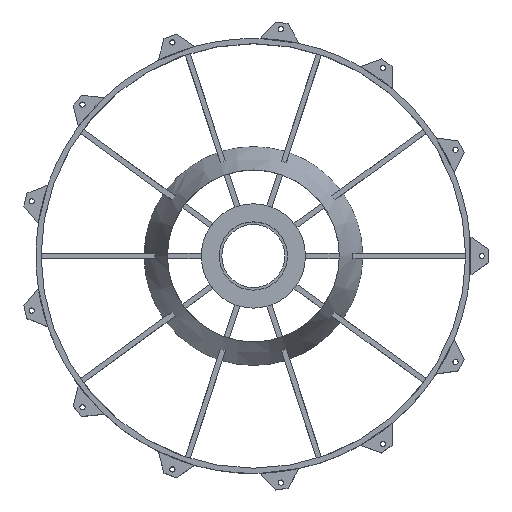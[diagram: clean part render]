
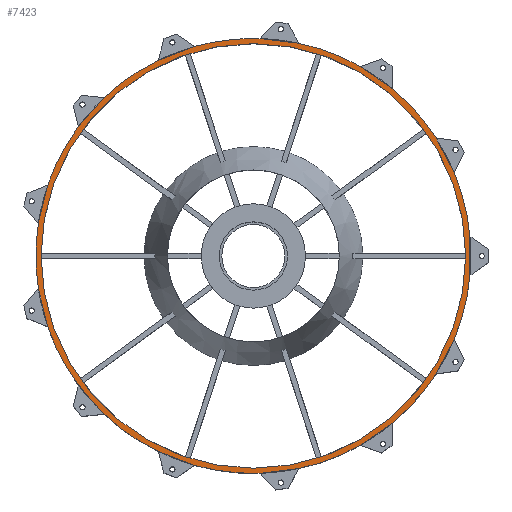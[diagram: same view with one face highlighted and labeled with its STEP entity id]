
A CAD part, top view. The second image highlights one B-rep face of the part: STEP entity #7423.
In plain terms, the highlighted planar face has unit normal (0, 0, 1).
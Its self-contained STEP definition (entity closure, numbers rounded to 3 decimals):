
#6504 = VERTEX_POINT('',#6505);
#6505 = CARTESIAN_POINT('',(0.,81.5,-12.));
#6511 = EDGE_CURVE('',#6504,#6504,#6512,.T.);
#6512 = CIRCLE('',#6513,81.5);
#6513 = AXIS2_PLACEMENT_3D('',#6514,#6515,#6516);
#6514 = CARTESIAN_POINT('',(0.,0.,-12.));
#6515 = DIRECTION('',(0.,0.,-1.));
#6516 = DIRECTION('',(0.,1.,0.));
#7423 = ADVANCED_FACE('',(#7424,#7656),#7659,.T.);
#7424 = FACE_BOUND('',#7425,.T.);
#7425 = EDGE_LOOP('',(#7426,#7437,#7446,#7454,#7463,#7471,#7480,#7488,
    #7497,#7505,#7514,#7522,#7531,#7539,#7548,#7556,#7565,#7573,#7582,
    #7590,#7599,#7607,#7616,#7624,#7633,#7641,#7650));
#7426 = ORIENTED_EDGE('',*,*,#7427,.F.);
#7427 = EDGE_CURVE('',#7428,#7430,#7432,.T.);
#7428 = VERTEX_POINT('',#7429);
#7429 = CARTESIAN_POINT('',(0.,83.5,-12.));
#7430 = VERTEX_POINT('',#7431);
#7431 = CARTESIAN_POINT('',(2.579,83.46,-12.));
#7432 = CIRCLE('',#7433,83.5);
#7433 = AXIS2_PLACEMENT_3D('',#7434,#7435,#7436);
#7434 = CARTESIAN_POINT('',(0.,0.,-12.));
#7435 = DIRECTION('',(0.,0.,-1.));
#7436 = DIRECTION('',(0.,1.,0.));
#7437 = ORIENTED_EDGE('',*,*,#7438,.F.);
#7438 = EDGE_CURVE('',#7439,#7428,#7441,.T.);
#7439 = VERTEX_POINT('',#7440);
#7440 = CARTESIAN_POINT('',(-22.477,80.418,-12.));
#7441 = CIRCLE('',#7442,83.5);
#7442 = AXIS2_PLACEMENT_3D('',#7443,#7444,#7445);
#7443 = CARTESIAN_POINT('',(0.,0.,-12.));
#7444 = DIRECTION('',(0.,0.,-1.));
#7445 = DIRECTION('',(0.,1.,0.));
#7446 = ORIENTED_EDGE('',*,*,#7447,.F.);
#7447 = EDGE_CURVE('',#7448,#7439,#7450,.T.);
#7448 = VERTEX_POINT('',#7449);
#7449 = CARTESIAN_POINT('',(-36.502,75.099,-12.));
#7450 = LINE('',#7451,#7452);
#7451 = CARTESIAN_POINT('',(-36.502,75.099,-12.));
#7452 = VECTOR('',#7453,1.);
#7453 = DIRECTION('',(0.935,0.355,0.)
  );
#7454 = ORIENTED_EDGE('',*,*,#7455,.F.);
#7455 = EDGE_CURVE('',#7456,#7448,#7458,.T.);
#7456 = VERTEX_POINT('',#7457);
#7457 = CARTESIAN_POINT('',(-57.275,60.761,-12.));
#7458 = CIRCLE('',#7459,83.5);
#7459 = AXIS2_PLACEMENT_3D('',#7460,#7461,#7462);
#7460 = CARTESIAN_POINT('',(0.,0.,-12.));
#7461 = DIRECTION('',(0.,0.,-1.));
#7462 = DIRECTION('',(0.,1.,0.));
#7463 = ORIENTED_EDGE('',*,*,#7464,.F.);
#7464 = EDGE_CURVE('',#7465,#7456,#7467,.T.);
#7465 = VERTEX_POINT('',#7466);
#7466 = CARTESIAN_POINT('',(-67.221,49.533,-12.));
#7467 = LINE('',#7468,#7469);
#7468 = CARTESIAN_POINT('',(-67.221,49.533,-12.));
#7469 = VECTOR('',#7470,1.);
#7470 = DIRECTION('',(0.663,0.749,0.)
  );
#7471 = ORIENTED_EDGE('',*,*,#7472,.F.);
#7472 = EDGE_CURVE('',#7473,#7465,#7475,.T.);
#7473 = VERTEX_POINT('',#7474);
#7474 = CARTESIAN_POINT('',(-78.951,27.184,-12.));
#7475 = CIRCLE('',#7476,83.5);
#7476 = AXIS2_PLACEMENT_3D('',#7477,#7478,#7479);
#7477 = CARTESIAN_POINT('',(0.,0.,-12.));
#7478 = DIRECTION('',(0.,0.,-1.));
#7479 = DIRECTION('',(0.,1.,0.));
#7480 = ORIENTED_EDGE('',*,*,#7481,.F.);
#7481 = EDGE_CURVE('',#7482,#7473,#7484,.T.);
#7482 = VERTEX_POINT('',#7483);
#7483 = CARTESIAN_POINT('',(-82.541,12.62,-12.));
#7484 = LINE('',#7485,#7486);
#7485 = CARTESIAN_POINT('',(-82.541,12.62,-12.));
#7486 = VECTOR('',#7487,1.);
#7487 = DIRECTION('',(0.239,0.971,0.)
  );
#7488 = ORIENTED_EDGE('',*,*,#7489,.F.);
#7489 = EDGE_CURVE('',#7490,#7482,#7492,.T.);
#7490 = VERTEX_POINT('',#7491);
#7491 = CARTESIAN_POINT('',(-82.541,-12.62,-12.));
#7492 = CIRCLE('',#7493,83.5);
#7493 = AXIS2_PLACEMENT_3D('',#7494,#7495,#7496);
#7494 = CARTESIAN_POINT('',(0.,0.,-12.));
#7495 = DIRECTION('',(0.,0.,-1.));
#7496 = DIRECTION('',(0.,1.,0.));
#7497 = ORIENTED_EDGE('',*,*,#7498,.F.);
#7498 = EDGE_CURVE('',#7499,#7490,#7501,.T.);
#7499 = VERTEX_POINT('',#7500);
#7500 = CARTESIAN_POINT('',(-78.951,-27.184,-12.));
#7501 = LINE('',#7502,#7503);
#7502 = CARTESIAN_POINT('',(-78.951,-27.184,-12.));
#7503 = VECTOR('',#7504,1.);
#7504 = DIRECTION('',(-0.239,0.971,0.
    ));
#7505 = ORIENTED_EDGE('',*,*,#7506,.F.);
#7506 = EDGE_CURVE('',#7507,#7499,#7509,.T.);
#7507 = VERTEX_POINT('',#7508);
#7508 = CARTESIAN_POINT('',(-67.221,-49.533,-12.));
#7509 = CIRCLE('',#7510,83.5);
#7510 = AXIS2_PLACEMENT_3D('',#7511,#7512,#7513);
#7511 = CARTESIAN_POINT('',(0.,0.,-12.));
#7512 = DIRECTION('',(0.,0.,-1.));
#7513 = DIRECTION('',(0.,1.,0.));
#7514 = ORIENTED_EDGE('',*,*,#7515,.F.);
#7515 = EDGE_CURVE('',#7516,#7507,#7518,.T.);
#7516 = VERTEX_POINT('',#7517);
#7517 = CARTESIAN_POINT('',(-57.275,-60.761,-12.));
#7518 = LINE('',#7519,#7520);
#7519 = CARTESIAN_POINT('',(-57.275,-60.761,-12.));
#7520 = VECTOR('',#7521,1.);
#7521 = DIRECTION('',(-0.663,0.749,0.
    ));
#7522 = ORIENTED_EDGE('',*,*,#7523,.F.);
#7523 = EDGE_CURVE('',#7524,#7516,#7526,.T.);
#7524 = VERTEX_POINT('',#7525);
#7525 = CARTESIAN_POINT('',(-36.502,-75.099,-12.));
#7526 = CIRCLE('',#7527,83.5);
#7527 = AXIS2_PLACEMENT_3D('',#7528,#7529,#7530);
#7528 = CARTESIAN_POINT('',(0.,0.,-12.));
#7529 = DIRECTION('',(0.,0.,-1.));
#7530 = DIRECTION('',(0.,1.,0.));
#7531 = ORIENTED_EDGE('',*,*,#7532,.F.);
#7532 = EDGE_CURVE('',#7533,#7524,#7535,.T.);
#7533 = VERTEX_POINT('',#7534);
#7534 = CARTESIAN_POINT('',(-22.477,-80.418,-12.));
#7535 = LINE('',#7536,#7537);
#7536 = CARTESIAN_POINT('',(-22.477,-80.418,-12.));
#7537 = VECTOR('',#7538,1.);
#7538 = DIRECTION('',(-0.935,0.355,0.
    ));
#7539 = ORIENTED_EDGE('',*,*,#7540,.F.);
#7540 = EDGE_CURVE('',#7541,#7533,#7543,.T.);
#7541 = VERTEX_POINT('',#7542);
#7542 = CARTESIAN_POINT('',(2.579,-83.46,-12.));
#7543 = CIRCLE('',#7544,83.5);
#7544 = AXIS2_PLACEMENT_3D('',#7545,#7546,#7547);
#7545 = CARTESIAN_POINT('',(0.,0.,-12.));
#7546 = DIRECTION('',(0.,0.,-1.));
#7547 = DIRECTION('',(0.,1.,0.));
#7548 = ORIENTED_EDGE('',*,*,#7549,.F.);
#7549 = EDGE_CURVE('',#7550,#7541,#7552,.T.);
#7550 = VERTEX_POINT('',#7551);
#7551 = CARTESIAN_POINT('',(17.469,-81.652,-12.));
#7552 = LINE('',#7553,#7554);
#7553 = CARTESIAN_POINT('',(17.469,-81.652,-12.));
#7554 = VECTOR('',#7555,1.);
#7555 = DIRECTION('',(-0.993,-0.121,
    0.));
#7556 = ORIENTED_EDGE('',*,*,#7557,.F.);
#7557 = EDGE_CURVE('',#7558,#7550,#7560,.T.);
#7558 = VERTEX_POINT('',#7559);
#7559 = CARTESIAN_POINT('',(41.069,-72.702,-12.));
#7560 = CIRCLE('',#7561,83.5);
#7561 = AXIS2_PLACEMENT_3D('',#7562,#7563,#7564);
#7562 = CARTESIAN_POINT('',(0.,0.,-12.));
#7563 = DIRECTION('',(0.,0.,-1.));
#7564 = DIRECTION('',(0.,1.,0.));
#7565 = ORIENTED_EDGE('',*,*,#7566,.F.);
#7566 = EDGE_CURVE('',#7567,#7558,#7569,.T.);
#7567 = VERTEX_POINT('',#7568);
#7568 = CARTESIAN_POINT('',(53.414,-64.181,-12.));
#7569 = LINE('',#7570,#7571);
#7570 = CARTESIAN_POINT('',(53.414,-64.181,-12.));
#7571 = VECTOR('',#7572,1.);
#7572 = DIRECTION('',(-0.823,-0.568,
    0.));
#7573 = ORIENTED_EDGE('',*,*,#7574,.F.);
#7574 = EDGE_CURVE('',#7575,#7567,#7577,.T.);
#7575 = VERTEX_POINT('',#7576);
#7576 = CARTESIAN_POINT('',(70.151,-45.288,-12.));
#7577 = CIRCLE('',#7578,83.5);
#7578 = AXIS2_PLACEMENT_3D('',#7579,#7580,#7581);
#7579 = CARTESIAN_POINT('',(0.,0.,-12.));
#7580 = DIRECTION('',(0.,0.,-1.));
#7581 = DIRECTION('',(0.,1.,0.));
#7582 = ORIENTED_EDGE('',*,*,#7583,.F.);
#7583 = EDGE_CURVE('',#7584,#7575,#7586,.T.);
#7584 = VERTEX_POINT('',#7585);
#7585 = CARTESIAN_POINT('',(77.122,-32.007,-12.));
#7586 = LINE('',#7587,#7588);
#7587 = CARTESIAN_POINT('',(77.122,-32.007,-12.));
#7588 = VECTOR('',#7589,1.);
#7589 = DIRECTION('',(-0.465,-0.885,
    0.));
#7590 = ORIENTED_EDGE('',*,*,#7591,.F.);
#7591 = EDGE_CURVE('',#7592,#7584,#7594,.T.);
#7592 = VERTEX_POINT('',#7593);
#7593 = CARTESIAN_POINT('',(83.162,-7.5,-12.));
#7594 = CIRCLE('',#7595,83.5);
#7595 = AXIS2_PLACEMENT_3D('',#7596,#7597,#7598);
#7596 = CARTESIAN_POINT('',(0.,0.,-12.));
#7597 = DIRECTION('',(0.,0.,-1.));
#7598 = DIRECTION('',(0.,1.,0.));
#7599 = ORIENTED_EDGE('',*,*,#7600,.F.);
#7600 = EDGE_CURVE('',#7601,#7592,#7603,.T.);
#7601 = VERTEX_POINT('',#7602);
#7602 = CARTESIAN_POINT('',(83.162,7.5,-12.));
#7603 = LINE('',#7604,#7605);
#7604 = CARTESIAN_POINT('',(83.162,7.5,-12.));
#7605 = VECTOR('',#7606,1.);
#7606 = DIRECTION('',(0.,-1.,0.));
#7607 = ORIENTED_EDGE('',*,*,#7608,.F.);
#7608 = EDGE_CURVE('',#7609,#7601,#7611,.T.);
#7609 = VERTEX_POINT('',#7610);
#7610 = CARTESIAN_POINT('',(77.122,32.007,-12.));
#7611 = CIRCLE('',#7612,83.5);
#7612 = AXIS2_PLACEMENT_3D('',#7613,#7614,#7615);
#7613 = CARTESIAN_POINT('',(0.,0.,-12.));
#7614 = DIRECTION('',(0.,0.,-1.));
#7615 = DIRECTION('',(0.,1.,0.));
#7616 = ORIENTED_EDGE('',*,*,#7617,.F.);
#7617 = EDGE_CURVE('',#7618,#7609,#7620,.T.);
#7618 = VERTEX_POINT('',#7619);
#7619 = CARTESIAN_POINT('',(70.151,45.288,-12.));
#7620 = LINE('',#7621,#7622);
#7621 = CARTESIAN_POINT('',(70.151,45.288,-12.));
#7622 = VECTOR('',#7623,1.);
#7623 = DIRECTION('',(0.465,-0.885,0.
    ));
#7624 = ORIENTED_EDGE('',*,*,#7625,.F.);
#7625 = EDGE_CURVE('',#7626,#7618,#7628,.T.);
#7626 = VERTEX_POINT('',#7627);
#7627 = CARTESIAN_POINT('',(53.414,64.181,-12.));
#7628 = CIRCLE('',#7629,83.5);
#7629 = AXIS2_PLACEMENT_3D('',#7630,#7631,#7632);
#7630 = CARTESIAN_POINT('',(0.,0.,-12.));
#7631 = DIRECTION('',(0.,0.,-1.));
#7632 = DIRECTION('',(0.,1.,0.));
#7633 = ORIENTED_EDGE('',*,*,#7634,.F.);
#7634 = EDGE_CURVE('',#7635,#7626,#7637,.T.);
#7635 = VERTEX_POINT('',#7636);
#7636 = CARTESIAN_POINT('',(41.069,72.702,-12.));
#7637 = LINE('',#7638,#7639);
#7638 = CARTESIAN_POINT('',(41.069,72.702,-12.));
#7639 = VECTOR('',#7640,1.);
#7640 = DIRECTION('',(0.823,-0.568,0.)
  );
#7641 = ORIENTED_EDGE('',*,*,#7642,.F.);
#7642 = EDGE_CURVE('',#7643,#7635,#7645,.T.);
#7643 = VERTEX_POINT('',#7644);
#7644 = CARTESIAN_POINT('',(17.469,81.652,-12.));
#7645 = CIRCLE('',#7646,83.5);
#7646 = AXIS2_PLACEMENT_3D('',#7647,#7648,#7649);
#7647 = CARTESIAN_POINT('',(0.,0.,-12.));
#7648 = DIRECTION('',(0.,0.,-1.));
#7649 = DIRECTION('',(0.,1.,0.));
#7650 = ORIENTED_EDGE('',*,*,#7651,.F.);
#7651 = EDGE_CURVE('',#7430,#7643,#7652,.T.);
#7652 = LINE('',#7653,#7654);
#7653 = CARTESIAN_POINT('',(2.579,83.46,-12.));
#7654 = VECTOR('',#7655,1.);
#7655 = DIRECTION('',(0.993,-0.121,0.
    ));
#7656 = FACE_BOUND('',#7657,.T.);
#7657 = EDGE_LOOP('',(#7658));
#7658 = ORIENTED_EDGE('',*,*,#6511,.T.);
#7659 = PLANE('',#7660);
#7660 = AXIS2_PLACEMENT_3D('',#7661,#7662,#7663);
#7661 = CARTESIAN_POINT('',(0.,0.,-12.));
#7662 = DIRECTION('',(0.,0.,1.));
#7663 = DIRECTION('',(0.,1.,0.));
